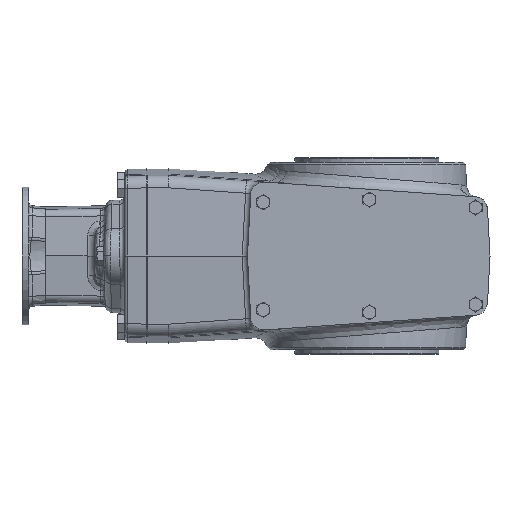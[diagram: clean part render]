
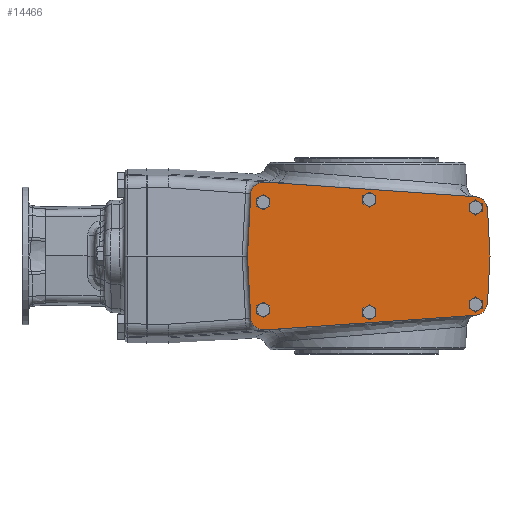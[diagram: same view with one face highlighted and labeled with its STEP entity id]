
A CAD part, front view. The second image highlights one B-rep face of the part: STEP entity #14466.
In plain terms, the highlighted planar face has unit normal (0, -1, 0).
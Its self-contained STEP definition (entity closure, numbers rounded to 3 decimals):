
#887=LINE('',#19505,#1351);
#908=LINE('',#19572,#1372);
#938=LINE('',#20784,#1402);
#941=LINE('',#20790,#1405);
#945=LINE('',#20799,#1409);
#947=LINE('',#20803,#1411);
#1351=VECTOR('',#16601,1000.);
#1372=VECTOR('',#16642,1000.);
#1402=VECTOR('',#16948,1000.);
#1405=VECTOR('',#16953,1000.);
#1409=VECTOR('',#16959,1000.);
#1411=VECTOR('',#16963,1000.);
#1883=PLANE('',#15353);
#2756=ORIENTED_EDGE('',*,*,#5357,.T.);
#2757=ORIENTED_EDGE('',*,*,#5358,.T.);
#2758=ORIENTED_EDGE('',*,*,#5359,.T.);
#2759=ORIENTED_EDGE('',*,*,#5360,.T.);
#2760=ORIENTED_EDGE('',*,*,#5361,.T.);
#2761=ORIENTED_EDGE('',*,*,#5343,.T.);
#2762=ORIENTED_EDGE('',*,*,#5348,.T.);
#2763=ORIENTED_EDGE('',*,*,#5362,.T.);
#2764=ORIENTED_EDGE('',*,*,#5154,.T.);
#2765=ORIENTED_EDGE('',*,*,#5179,.T.);
#2766=ORIENTED_EDGE('',*,*,#5363,.T.);
#2767=ORIENTED_EDGE('',*,*,#5352,.T.);
#2768=ORIENTED_EDGE('',*,*,#5364,.T.);
#2769=ORIENTED_EDGE('',*,*,#5354,.T.);
#2770=ORIENTED_EDGE('',*,*,#5345,.T.);
#2771=ORIENTED_EDGE('',*,*,#5365,.T.);
#5154=EDGE_CURVE('',#6607,#6606,#887,.T.);
#5179=EDGE_CURVE('',#6606,#6625,#908,.T.);
#5343=EDGE_CURVE('',#6719,#6719,#7564,.T.);
#5345=EDGE_CURVE('',#6721,#6720,#938,.T.);
#5348=EDGE_CURVE('',#6723,#6722,#941,.T.);
#5352=EDGE_CURVE('',#6727,#6726,#945,.T.);
#5354=EDGE_CURVE('',#6728,#6721,#947,.T.);
#5357=EDGE_CURVE('',#6730,#6730,#7565,.T.);
#5358=EDGE_CURVE('',#6731,#6731,#7566,.T.);
#5359=EDGE_CURVE('',#6732,#6732,#7567,.T.);
#5360=EDGE_CURVE('',#6733,#6733,#7568,.T.);
#5361=EDGE_CURVE('',#6734,#6734,#7569,.T.);
#5362=EDGE_CURVE('',#6722,#6607,#7570,.F.);
#5363=EDGE_CURVE('',#6625,#6727,#7571,.F.);
#5364=EDGE_CURVE('',#6726,#6728,#7572,.F.);
#5365=EDGE_CURVE('',#6720,#6723,#7573,.F.);
#6606=VERTEX_POINT('',#19504);
#6607=VERTEX_POINT('',#19506);
#6625=VERTEX_POINT('',#19571);
#6719=VERTEX_POINT('',#20779);
#6720=VERTEX_POINT('',#20783);
#6721=VERTEX_POINT('',#20785);
#6722=VERTEX_POINT('',#20789);
#6723=VERTEX_POINT('',#20791);
#6726=VERTEX_POINT('',#20798);
#6727=VERTEX_POINT('',#20800);
#6728=VERTEX_POINT('',#20804);
#6730=VERTEX_POINT('',#20810);
#6731=VERTEX_POINT('',#20812);
#6732=VERTEX_POINT('',#20814);
#6733=VERTEX_POINT('',#20816);
#6734=VERTEX_POINT('',#20818);
#7564=CIRCLE('',#15347,4.35);
#7565=CIRCLE('',#15354,4.35);
#7566=CIRCLE('',#15355,4.35);
#7567=CIRCLE('',#15356,4.35);
#7568=CIRCLE('',#15357,4.35);
#7569=CIRCLE('',#15358,4.35);
#7570=CIRCLE('',#15359,10.);
#7571=CIRCLE('',#15360,10.);
#7572=CIRCLE('',#15361,10.);
#7573=CIRCLE('',#15362,10.);
#8160=EDGE_LOOP('',(#2756));
#8161=EDGE_LOOP('',(#2757));
#8162=EDGE_LOOP('',(#2758));
#8163=EDGE_LOOP('',(#2759));
#8164=EDGE_LOOP('',(#2760));
#8165=EDGE_LOOP('',(#2761));
#8166=EDGE_LOOP('',(#2762,#2763,#2764,#2765,#2766,#2767,#2768,#2769,#2770,
#2771));
#9130=FACE_BOUND('',#8160,.T.);
#9131=FACE_BOUND('',#8161,.T.);
#9132=FACE_BOUND('',#8162,.T.);
#9133=FACE_BOUND('',#8163,.T.);
#9134=FACE_BOUND('',#8164,.T.);
#9135=FACE_BOUND('',#8165,.T.);
#9136=FACE_BOUND('',#8166,.T.);
#14466=ADVANCED_FACE('',(#9130,#9131,#9132,#9133,#9134,#9135,#9136),#1883,
 .F.);
#15347=AXIS2_PLACEMENT_3D('',#20778,#16941,#16942);
#15353=AXIS2_PLACEMENT_3D('',#20808,#16966,#16967);
#15354=AXIS2_PLACEMENT_3D('',#20809,#16968,#16969);
#15355=AXIS2_PLACEMENT_3D('',#20811,#16970,#16971);
#15356=AXIS2_PLACEMENT_3D('',#20813,#16972,#16973);
#15357=AXIS2_PLACEMENT_3D('',#20815,#16974,#16975);
#15358=AXIS2_PLACEMENT_3D('',#20817,#16976,#16977);
#15359=AXIS2_PLACEMENT_3D('',#20819,#16978,#16979);
#15360=AXIS2_PLACEMENT_3D('',#20820,#16980,#16981);
#15361=AXIS2_PLACEMENT_3D('',#20821,#16982,#16983);
#15362=AXIS2_PLACEMENT_3D('',#20822,#16984,#16985);
#16601=DIRECTION('',(-0.052,0.,-0.999));
#16642=DIRECTION('',(0.052,0.,-0.999));
#16941=DIRECTION('',(0.,1.,0.));
#16942=DIRECTION('',(1.,0.,0.));
#16948=DIRECTION('',(-0.052,0.,0.999));
#16953=DIRECTION('',(-0.998,0.,0.069));
#16959=DIRECTION('',(0.998,0.,0.069));
#16963=DIRECTION('',(0.052,0.,0.999));
#16966=DIRECTION('',(0.,1.,0.));
#16967=DIRECTION('',(-1.,0.,0.));
#16968=DIRECTION('',(0.,1.,0.));
#16969=DIRECTION('',(1.,0.,0.));
#16970=DIRECTION('',(0.,1.,0.));
#16971=DIRECTION('',(1.,0.,0.));
#16972=DIRECTION('',(0.,1.,0.));
#16973=DIRECTION('',(1.,0.,0.));
#16974=DIRECTION('',(0.,1.,0.));
#16975=DIRECTION('',(1.,0.,0.));
#16976=DIRECTION('',(0.,1.,0.));
#16977=DIRECTION('',(1.,0.,0.));
#16978=DIRECTION('',(0.,1.,0.));
#16979=DIRECTION('',(-1.,0.,0.));
#16980=DIRECTION('',(0.,1.,0.));
#16981=DIRECTION('',(-1.,0.,0.));
#16982=DIRECTION('',(0.,1.,0.));
#16983=DIRECTION('',(-1.,0.,0.));
#16984=DIRECTION('',(0.,1.,0.));
#16985=DIRECTION('',(-1.,0.,0.));
#19504=CARTESIAN_POINT('',(-91.,-91.,0.));
#19505=CARTESIAN_POINT('',(-88.008,-91.,57.1));
#19506=CARTESIAN_POINT('',(-88.54,-91.,46.941));
#19571=CARTESIAN_POINT('',(-88.54,-91.,-46.941));
#19572=CARTESIAN_POINT('',(-91.,-91.,0.));
#20778=CARTESIAN_POINT('',(83.,-91.,37.));
#20779=CARTESIAN_POINT('',(87.35,-91.,37.));
#20783=CARTESIAN_POINT('',(92.126,-91.,35.762));
#20784=CARTESIAN_POINT('',(94.,-91.,0.));
#20785=CARTESIAN_POINT('',(94.,-91.,0.));
#20789=CARTESIAN_POINT('',(-77.86,-91.,56.394));
#20790=CARTESIAN_POINT('',(91.663,-91.,44.6));
#20791=CARTESIAN_POINT('',(82.834,-91.,45.214));
#20798=CARTESIAN_POINT('',(82.834,-91.,-45.214));
#20799=CARTESIAN_POINT('',(-88.008,-91.,-57.1));
#20800=CARTESIAN_POINT('',(-77.86,-91.,-56.394));
#20803=CARTESIAN_POINT('',(91.663,-91.,-44.6));
#20804=CARTESIAN_POINT('',(92.126,-91.,-35.762));
#20808=CARTESIAN_POINT('',(0.,-91.,0.));
#20809=CARTESIAN_POINT('',(2.,-91.,43.));
#20810=CARTESIAN_POINT('',(6.35,-91.,43.));
#20811=CARTESIAN_POINT('',(-79.,-91.,41.));
#20812=CARTESIAN_POINT('',(-74.65,-91.,41.));
#20813=CARTESIAN_POINT('',(83.,-91.,-37.));
#20814=CARTESIAN_POINT('',(87.35,-91.,-37.));
#20815=CARTESIAN_POINT('',(-79.,-91.,-41.));
#20816=CARTESIAN_POINT('',(-74.65,-91.,-41.));
#20817=CARTESIAN_POINT('',(2.,-91.,-43.));
#20818=CARTESIAN_POINT('',(6.35,-91.,-43.));
#20819=CARTESIAN_POINT('',(-78.554,-91.,46.418));
#20820=CARTESIAN_POINT('',(-78.554,-91.,-46.418));
#20821=CARTESIAN_POINT('',(82.14,-91.,-35.238));
#20822=CARTESIAN_POINT('',(82.14,-91.,35.238));
